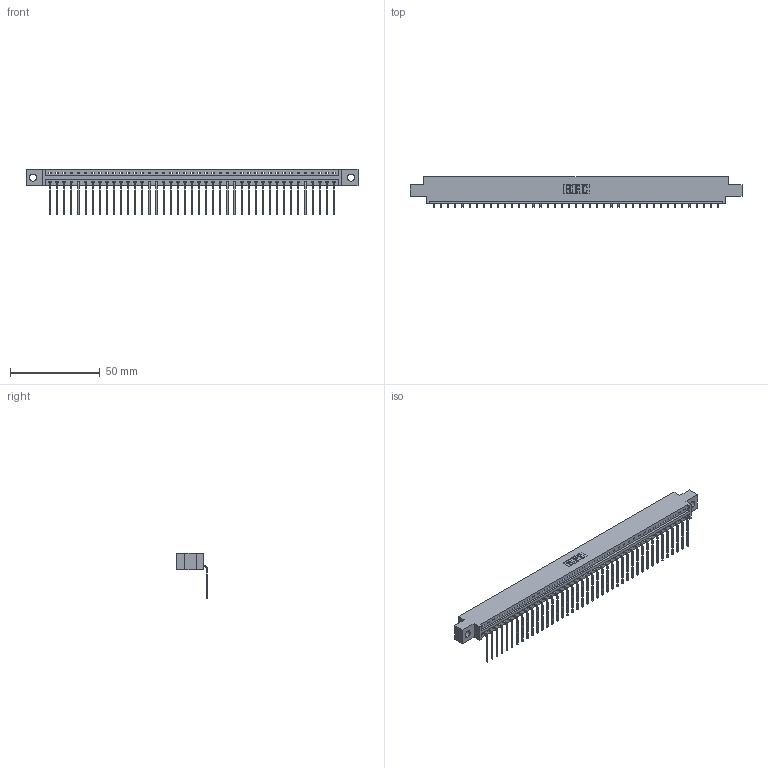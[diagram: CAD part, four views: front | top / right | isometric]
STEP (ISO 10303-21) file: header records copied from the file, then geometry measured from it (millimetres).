
FILE_DESCRIPTION (( 'STEP AP203' ), '1' );
FILE_NAME ('387-041-559-604.STEP', '2018-09-19T21:26:10', ( '' ), ( '' ), 'SwSTEP 2.0', 'SolidWorks 2016', '' );
FILE_SCHEMA (( 'CONFIG_CONTROL_DESIGN' ));
Length unit declared in the file: inch
Products named in the file (3): 387-041-559-604; 337 Part_0.170 Offset - 0.156 Dia-TH; 345-292-001_558 559 Tail - 1
Assembly tree (42 placements, depth 2):
  387-041-559-604
    337 Part_0.170 Offset - 0.156 Dia-TH
    345-292-001_558 559 Tail - 1  x41
Bounding box: 185.47 x 17.09 x 25.53 mm (x, y, z)
Volume: 19195.3 mm3; surface area: 20560.9 mm2
Topology: 42 solids, 42 shells, 2742 faces, 8277 edges, 5462 vertices
Faces by surface type: plane 2042, cylinder 700
Entity records: 30825 total; most frequent: CARTESIAN_POINT 5377, ORIENTED_EDGE 5354, DIRECTION 4527, EDGE_CURVE 2677, VECTOR 2549, LINE 2549, VERTEX_POINT 1782, AXIS2_PLACEMENT_3D 989
